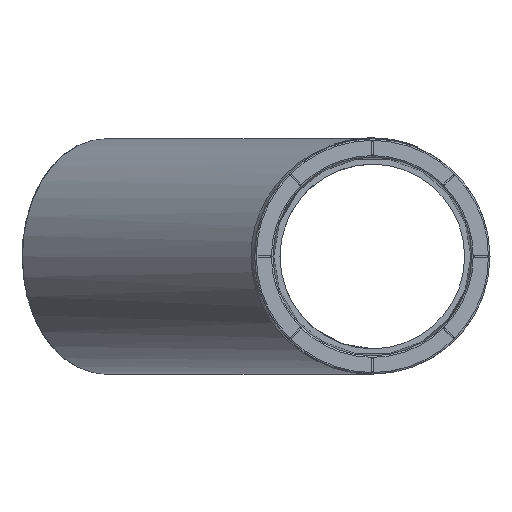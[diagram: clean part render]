
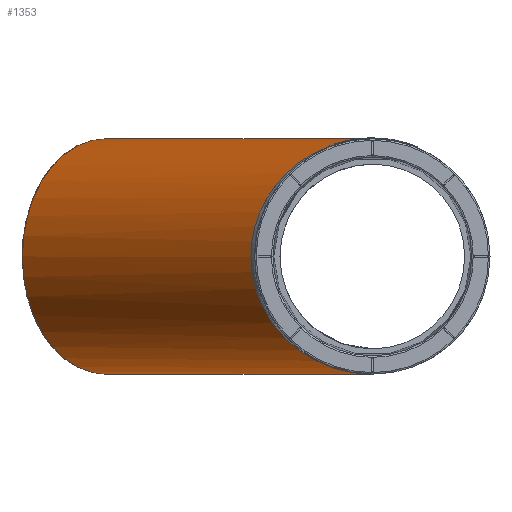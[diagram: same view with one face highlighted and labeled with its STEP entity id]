
A CAD part, front view. The second image highlights one B-rep face of the part: STEP entity #1353.
In plain terms, the highlighted cylindrical face has radius 37.6 mm (diameter 75.2 mm), a full revolution.
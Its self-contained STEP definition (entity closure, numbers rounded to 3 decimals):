
#123=CYLINDRICAL_SURFACE('',#7887,37.6);
#219=FACE_BOUND('',#2364,.T.);
#220=FACE_BOUND('',#2365,.T.);
#306=ELLIPSE('',#7858,41.36,37.6);
#307=ELLIPSE('',#7859,107.239,37.6);
#1212=CIRCLE('',#7885,37.6);
#1353=ADVANCED_FACE('',(#219,#220),#123,.T.);
#2364=EDGE_LOOP('',(#3356));
#2365=EDGE_LOOP('',(#3357,#3358));
#3356=ORIENTED_EDGE('',*,*,#6119,.T.);
#3357=ORIENTED_EDGE('',*,*,#6098,.T.);
#3358=ORIENTED_EDGE('',*,*,#6099,.T.);
#5097=VERTEX_POINT('',#11830);
#5098=VERTEX_POINT('',#11831);
#5313=VERTEX_POINT('',#12929);
#6098=EDGE_CURVE('',#5097,#5098,#306,.T.);
#6099=EDGE_CURVE('',#5098,#5097,#307,.T.);
#6119=EDGE_CURVE('',#5313,#5313,#1212,.T.);
#7858=AXIS2_PLACEMENT_3D('',#12712,#8839,#8840);
#7859=AXIS2_PLACEMENT_3D('',#12767,#8841,#8842);
#7885=AXIS2_PLACEMENT_3D('',#12928,#8896,#8897);
#7887=AXIS2_PLACEMENT_3D('',#12931,#8900,#8901);
#8839=DIRECTION('',(-0.348,0.937,0.));
#8840=DIRECTION('',(0.937,0.348,0.));
#8841=DIRECTION('',(-0.91,-0.414,0.));
#8842=DIRECTION('',(-0.414,0.91,0.));
#8896=DIRECTION('',(0.707,-0.707,0.));
#8897=DIRECTION('',(0.707,0.707,0.));
#8900=DIRECTION('',(0.707,-0.707,0.));
#8901=DIRECTION('',(-0.707,-0.707,0.));
#11830=CARTESIAN_POINT('',(2228.873,931.629,-37.6));
#11831=CARTESIAN_POINT('',(2228.873,931.629,37.6));
#12712=CARTESIAN_POINT('',(2228.873,931.629,0.));
#12767=CARTESIAN_POINT('',(2228.873,931.629,0.));
#12928=CARTESIAN_POINT('',(2143.667,1016.836,0.));
#12929=CARTESIAN_POINT('',(2170.254,1043.423,0.));
#12931=CARTESIAN_POINT('',(2141.899,1018.603,0.));
